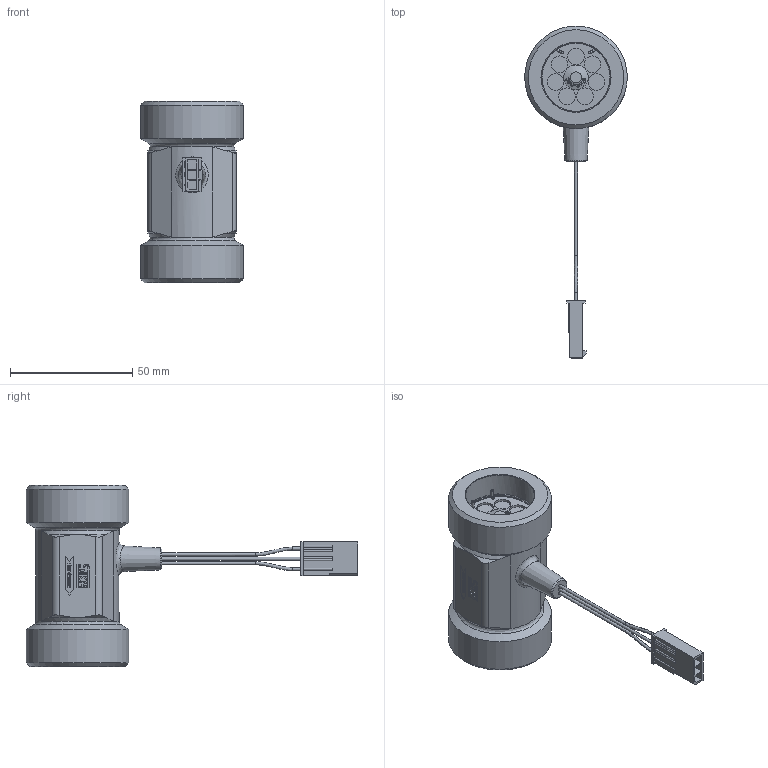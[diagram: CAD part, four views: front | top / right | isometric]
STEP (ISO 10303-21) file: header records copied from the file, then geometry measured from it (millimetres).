
FILE_DESCRIPTION(/* description */ (''),/* implementation_level */ '2;1');
FILE_NAME(/* name */ 'VY2590MAHNX1A6_STEP.stp',/* time_stamp */ '2023-01-18T13:51:39+01:00',/* author */ ('grass'),/* organization */ (''),/* preprocessor_version */ 'ST-DEVELOPER v18',/* originating_system */ 'Autodesk Inventor 2020',/* authorisation */ '');
FILE_SCHEMA (('AUTOMOTIVE_DESIGN { 1 0 10303 214 3 1 1 }'));
Length unit declared in the file: millimetre
Products named in the file (1): Bauteil2
Bounding box: 41.91 x 135.54 x 74 mm (x, y, z)
Volume: 71047.8 mm3; surface area: 19643.9 mm2
Topology: 2 solids, 2 shells, 883 faces, 2338 edges, 1553 vertices
Faces by surface type: plane 543, bspline 226, cylinder 76, cone 25, torus 13
Full cylindrical faces by diameter (mm): 0.65 x5, 0.66 x5, 1 x4, 1.3 x5, 2 x1, 6.8 x7, 25 x1, 27.8 x1, 28.1 x2, 29.5 x1, 41.91 x2
Entity records: 31316 total; most frequent: CARTESIAN_POINT 10121, ORIENTED_EDGE 4684, DIRECTION 3272, EDGE_CURVE 2342, VERTEX_POINT 1553, LINE 1498, VECTOR 1498, EDGE_LOOP 985
